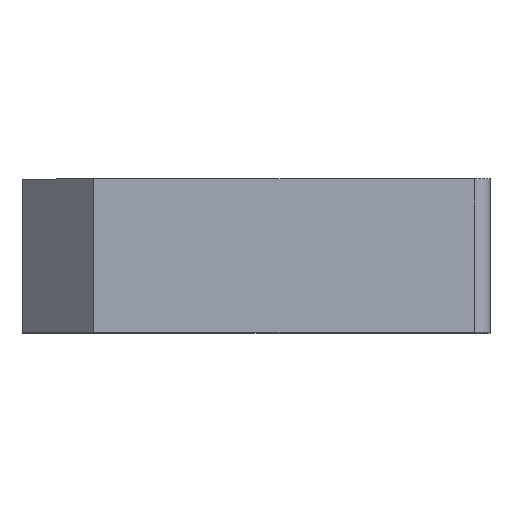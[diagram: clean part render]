
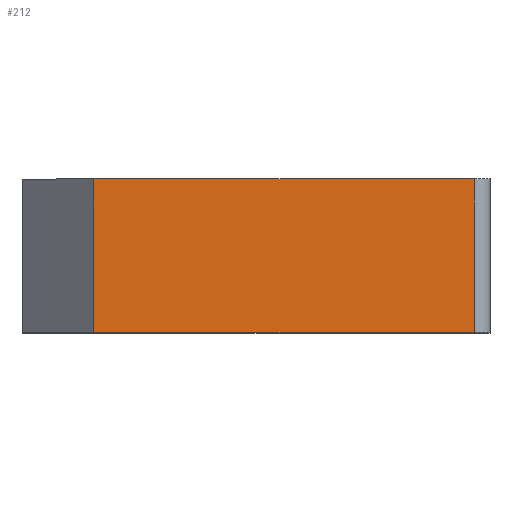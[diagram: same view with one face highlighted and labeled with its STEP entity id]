
A CAD part, top view. The second image highlights one B-rep face of the part: STEP entity #212.
In plain terms, the highlighted planar face has unit normal (0, 0, 1).
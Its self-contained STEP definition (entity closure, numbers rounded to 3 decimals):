
#185 = EDGE_CURVE('',#186,#188,#190,.T.);
#186 = VERTEX_POINT('',#187);
#187 = CARTESIAN_POINT('',(0.673,-2.42,12.18));
#188 = VERTEX_POINT('',#189);
#189 = CARTESIAN_POINT('',(0.673,2.41,12.18));
#190 = LINE('',#191,#192);
#191 = CARTESIAN_POINT('',(0.673,-2.42,12.18));
#192 = VECTOR('',#193,1.);
#193 = DIRECTION('',(0.,1.,0.));
#212 = ADVANCED_FACE('',(#213),#238,.F.);
#213 = FACE_BOUND('',#214,.F.);
#214 = EDGE_LOOP('',(#215,#216,#224,#232));
#215 = ORIENTED_EDGE('',*,*,#185,.T.);
#216 = ORIENTED_EDGE('',*,*,#217,.T.);
#217 = EDGE_CURVE('',#188,#218,#220,.T.);
#218 = VERTEX_POINT('',#219);
#219 = CARTESIAN_POINT('',(12.64,2.41,12.18));
#220 = LINE('',#221,#222);
#221 = CARTESIAN_POINT('',(0.673,2.41,12.18));
#222 = VECTOR('',#223,1.);
#223 = DIRECTION('',(1.,0.,0.));
#224 = ORIENTED_EDGE('',*,*,#225,.F.);
#225 = EDGE_CURVE('',#226,#218,#228,.T.);
#226 = VERTEX_POINT('',#227);
#227 = CARTESIAN_POINT('',(12.64,-2.42,12.18));
#228 = LINE('',#229,#230);
#229 = CARTESIAN_POINT('',(12.64,-2.42,12.18));
#230 = VECTOR('',#231,1.);
#231 = DIRECTION('',(0.,1.,0.));
#232 = ORIENTED_EDGE('',*,*,#233,.F.);
#233 = EDGE_CURVE('',#186,#226,#234,.T.);
#234 = LINE('',#235,#236);
#235 = CARTESIAN_POINT('',(0.673,-2.42,12.18));
#236 = VECTOR('',#237,1.);
#237 = DIRECTION('',(1.,0.,0.));
#238 = PLANE('',#239);
#239 = AXIS2_PLACEMENT_3D('',#240,#241,#242);
#240 = CARTESIAN_POINT('',(0.673,-2.42,12.18));
#241 = DIRECTION('',(0.,0.,-1.));
#242 = DIRECTION('',(1.,0.,0.));
